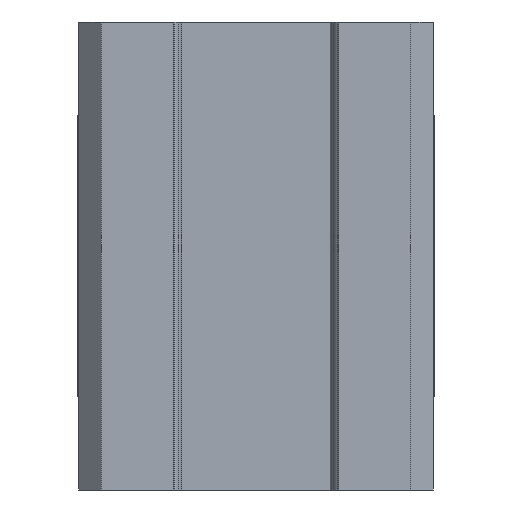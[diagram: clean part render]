
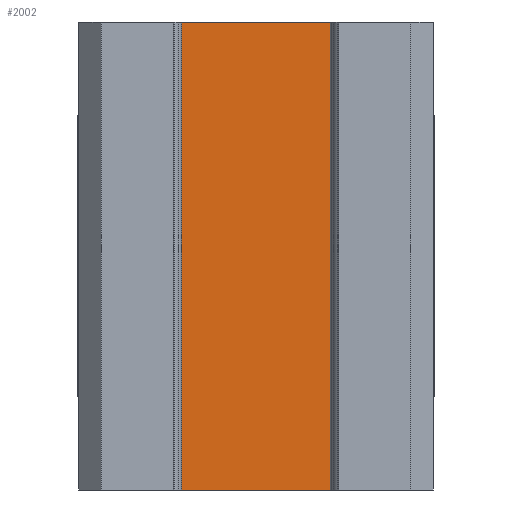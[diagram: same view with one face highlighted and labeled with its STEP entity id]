
A CAD part, front view. The second image highlights one B-rep face of the part: STEP entity #2002.
In plain terms, the highlighted planar face has unit normal (0, -1, 0).
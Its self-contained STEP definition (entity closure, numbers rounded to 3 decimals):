
#221=FACE_OUTER_BOUND('',#338,.T.);
#338=EDGE_LOOP('',(#1369,#1370,#1371,#1372));
#475=LINE('',#2997,#675);
#476=LINE('',#2999,#676);
#477=LINE('',#3001,#677);
#478=LINE('',#3002,#678);
#675=VECTOR('',#2382,10.);
#676=VECTOR('',#2383,10.);
#677=VECTOR('',#2384,10.);
#678=VECTOR('',#2385,10.);
#879=VERTEX_POINT('',#2995);
#880=VERTEX_POINT('',#2996);
#881=VERTEX_POINT('',#2998);
#882=VERTEX_POINT('',#3000);
#1075=EDGE_CURVE('',#879,#880,#475,.T.);
#1076=EDGE_CURVE('',#879,#881,#476,.T.);
#1077=EDGE_CURVE('',#882,#881,#477,.T.);
#1078=EDGE_CURVE('',#880,#882,#478,.T.);
#1369=ORIENTED_EDGE('',*,*,#1075,.F.);
#1370=ORIENTED_EDGE('',*,*,#1076,.T.);
#1371=ORIENTED_EDGE('',*,*,#1077,.F.);
#1372=ORIENTED_EDGE('',*,*,#1078,.F.);
#1930=PLANE('',#2150);
#2002=ADVANCED_FACE('',(#221),#1930,.F.);
#2150=AXIS2_PLACEMENT_3D('',#2994,#2380,#2381);
#2380=DIRECTION('center_axis',(0.,1.,0.));
#2381=DIRECTION('ref_axis',(-1.,0.,0.));
#2382=DIRECTION('',(-1.,0.,0.));
#2383=DIRECTION('',(0.,0.,1.));
#2384=DIRECTION('',(1.,0.,0.));
#2385=DIRECTION('',(0.,0.,1.));
#2994=CARTESIAN_POINT('Origin',(7.145,-3.,0.));
#2995=CARTESIAN_POINT('',(7.145,-3.,-21.));
#2996=CARTESIAN_POINT('',(-7.145,-3.,-21.));
#2997=CARTESIAN_POINT('',(3.573,-3.,-21.));
#2998=CARTESIAN_POINT('',(7.145,-3.,21.));
#2999=CARTESIAN_POINT('',(7.145,-3.,0.));
#3000=CARTESIAN_POINT('',(-7.145,-3.,21.));
#3001=CARTESIAN_POINT('',(3.573,-3.,21.));
#3002=CARTESIAN_POINT('',(-7.145,-3.,0.));
